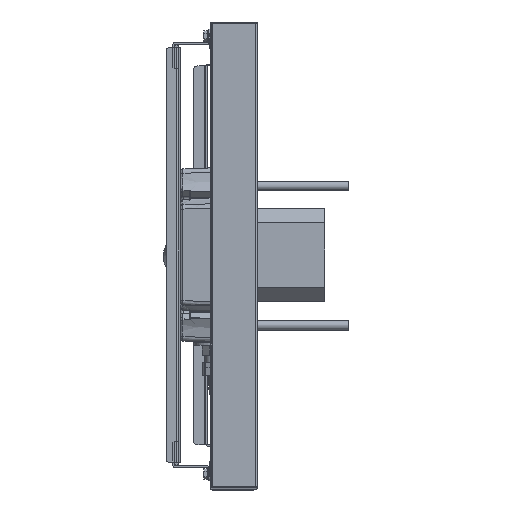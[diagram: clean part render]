
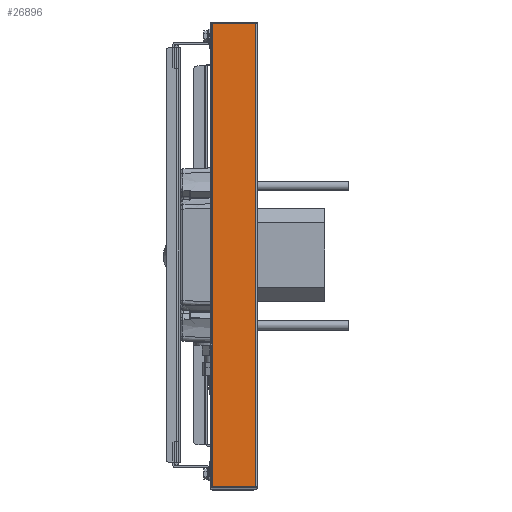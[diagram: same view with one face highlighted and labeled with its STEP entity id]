
A CAD part, top view. The second image highlights one B-rep face of the part: STEP entity #26896.
In plain terms, the highlighted planar face has unit normal (0, 0, 1).
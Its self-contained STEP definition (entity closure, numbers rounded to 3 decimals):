
#2156=LINE('',#49205,#4738);
#2157=LINE('',#49207,#4739);
#2158=LINE('',#49209,#4740);
#2159=LINE('',#49211,#4741);
#4738=VECTOR('',#37495,1000.);
#4739=VECTOR('',#37498,1000.);
#4740=VECTOR('',#37499,1000.);
#4741=VECTOR('',#37500,1000.);
#6507=PLANE('',#30634);
#11699=ORIENTED_EDGE('',*,*,#16600,.F.);
#11700=ORIENTED_EDGE('',*,*,#16601,.T.);
#11701=ORIENTED_EDGE('',*,*,#16602,.F.);
#11702=ORIENTED_EDGE('',*,*,#16599,.F.);
#16599=EDGE_CURVE('',#20228,#20227,#2156,.T.);
#16600=EDGE_CURVE('',#20229,#20228,#2157,.T.);
#16601=EDGE_CURVE('',#20229,#20230,#2158,.T.);
#16602=EDGE_CURVE('',#20227,#20230,#2159,.T.);
#20227=VERTEX_POINT('',#49202);
#20228=VERTEX_POINT('',#49204);
#20229=VERTEX_POINT('',#49208);
#20230=VERTEX_POINT('',#49210);
#23794=EDGE_LOOP('',(#11699,#11700,#11701,#11702));
#25362=FACE_BOUND('',#23794,.T.);
#26896=ADVANCED_FACE('',(#25362),#6507,.F.);
#30634=AXIS2_PLACEMENT_3D('',#49206,#37496,#37497);
#37495=DIRECTION('',(-1.,0.,0.));
#37496=DIRECTION('',(0.,0.,-1.));
#37497=DIRECTION('',(0.,-1.,0.));
#37498=DIRECTION('',(0.,-1.,0.));
#37499=DIRECTION('',(-1.,0.,0.));
#37500=DIRECTION('',(0.,1.,0.));
#49202=CARTESIAN_POINT('',(-48.4,-248.4,0.));
#49204=CARTESIAN_POINT('',(-1.6,-248.4,0.));
#49205=CARTESIAN_POINT('',(-1.5,-248.4,0.));
#49206=CARTESIAN_POINT('',(-1.5,0.,0.));
#49207=CARTESIAN_POINT('',(-1.6,0.,0.));
#49208=CARTESIAN_POINT('',(-1.6,248.4,0.));
#49209=CARTESIAN_POINT('',(-1.5,248.4,0.));
#49210=CARTESIAN_POINT('',(-48.4,248.4,0.));
#49211=CARTESIAN_POINT('',(-48.4,-248.4,0.));
